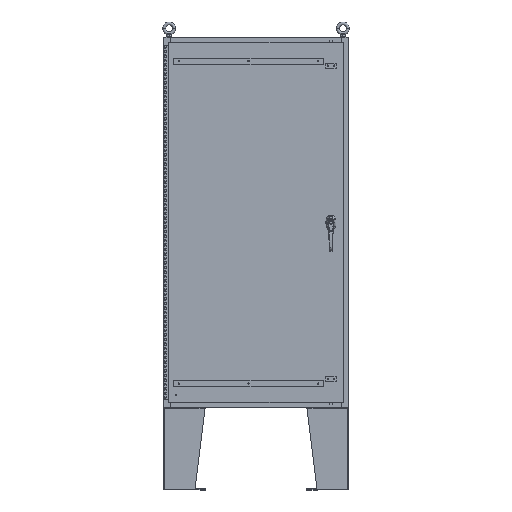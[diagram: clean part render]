
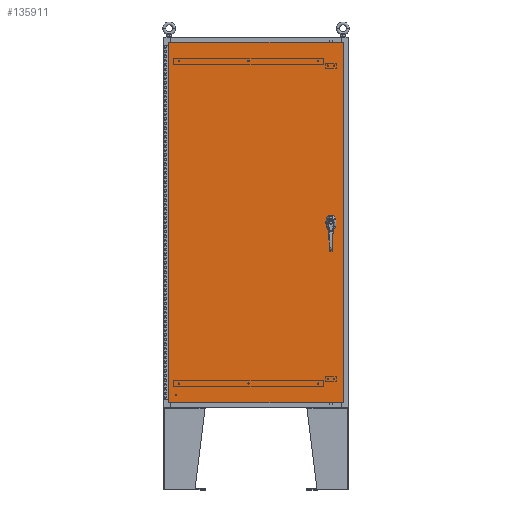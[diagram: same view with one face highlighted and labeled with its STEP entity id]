
A CAD part, top view. The second image highlights one B-rep face of the part: STEP entity #135911.
In plain terms, the highlighted planar face has unit normal (0, 0, 1).
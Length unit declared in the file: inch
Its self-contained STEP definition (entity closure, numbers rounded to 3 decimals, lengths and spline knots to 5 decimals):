
#931 = DIRECTION ( 'NONE',  ( 1., 0., 0. ) ) ;
#2716 = AXIS2_PLACEMENT_3D ( 'NONE', #144592, #72680, #931 ) ;
#2717 = EDGE_LOOP ( 'NONE', ( #10706, #98079, #7654, #100057, #50364, #14052, #47154, #30870 ) ) ;
#2942 = CARTESIAN_POINT ( 'NONE',  ( 14.981, -0.20023, 0. ) ) ;
#4172 = CARTESIAN_POINT ( 'NONE',  ( 14.175, -0.20023, 0. ) ) ;
#4898 = CARTESIAN_POINT ( 'NONE',  ( 14.578, -1.338, 0. ) ) ;
#5697 = EDGE_CURVE ( 'NONE', #151624, #107171, #142075, .T. ) ;
#7654 = ORIENTED_EDGE ( 'NONE', *, *, #141101, .F. ) ;
#7870 = CARTESIAN_POINT ( 'NONE',  ( 14.4065, -1.338, 0. ) ) ;
#7933 = LINE ( 'NONE', #110180, #99825 ) ;
#8834 = DIRECTION ( 'NONE',  ( 0., 0., 1. ) ) ;
#9783 = VERTEX_POINT ( 'NONE', #2942 ) ;
#10706 = ORIENTED_EDGE ( 'NONE', *, *, #118643, .T. ) ;
#10832 = AXIS2_PLACEMENT_3D ( 'NONE', #10905, #94761, #22912 ) ;
#10905 = CARTESIAN_POINT ( 'NONE',  ( 14.578, 0., 0. ) ) ;
#10990 = CARTESIAN_POINT ( 'NONE',  ( 14.7495, -1.338, 0. ) ) ;
#11285 = DIRECTION ( 'NONE',  ( 0., 0., -1. ) ) ;
#14052 = ORIENTED_EDGE ( 'NONE', *, *, #17951, .F. ) ;
#15310 = VECTOR ( 'NONE', #103184, 39.37008 ) ;
#16979 = CARTESIAN_POINT ( 'NONE',  ( 16.9903, -35.0063, 0. ) ) ;
#17827 = CARTESIAN_POINT ( 'NONE',  ( 14.981, 0., 0. ) ) ;
#17951 = EDGE_CURVE ( 'NONE', #105896, #28512, #144923, .T. ) ;
#19220 = CARTESIAN_POINT ( 'NONE',  ( 0., 0.403, 0. ) ) ;
#19808 = CARTESIAN_POINT ( 'NONE',  ( 0., -0.403, 0. ) ) ;
#20541 = VERTEX_POINT ( 'NONE', #26368 ) ;
#21052 = CIRCLE ( 'NONE', #149995, 0.45 ) ;
#21323 = CARTESIAN_POINT ( 'NONE',  ( -16.9903, 35.0063, 0. ) ) ;
#21592 = CARTESIAN_POINT ( 'NONE',  ( 14.175, 0.20023, 0. ) ) ;
#21811 = FACE_OUTER_BOUND ( 'NONE', #24014, .T. ) ;
#22487 = AXIS2_PLACEMENT_3D ( 'NONE', #39184, #123190, #51325 ) ;
#22779 = LINE ( 'NONE', #79073, #15310 ) ;
#22786 = EDGE_CURVE ( 'NONE', #115971, #105896, #132616, .T. ) ;
#22912 = DIRECTION ( 'NONE',  ( 1., 0., 0. ) ) ;
#23220 = CARTESIAN_POINT ( 'NONE',  ( 14.578, -1.338, 0. ) ) ;
#24014 = EDGE_LOOP ( 'NONE', ( #127996, #83438, #141433, #97937 ) ) ;
#25411 = EDGE_CURVE ( 'NONE', #64951, #25458, #49535, .T. ) ;
#25458 = VERTEX_POINT ( 'NONE', #57481 ) ;
#26368 = CARTESIAN_POINT ( 'NONE',  ( 14.77823, -0.403, 0. ) ) ;
#28357 = VERTEX_POINT ( 'NONE', #147024 ) ;
#28512 = VERTEX_POINT ( 'NONE', #21592 ) ;
#28741 = CARTESIAN_POINT ( 'NONE',  ( 14.578, 0., 0. ) ) ;
#30870 = ORIENTED_EDGE ( 'NONE', *, *, #126265, .F. ) ;
#32084 = DIRECTION ( 'NONE',  ( 1., 0., 0. ) ) ;
#35148 = DIRECTION ( 'NONE',  ( 1., 0., 0. ) ) ;
#39184 = CARTESIAN_POINT ( 'NONE',  ( 14.578, 0., 0. ) ) ;
#40778 = DIRECTION ( 'NONE',  ( 1., 0., 0. ) ) ;
#44342 = VECTOR ( 'NONE', #32084, 39.37008 ) ;
#44359 = VECTOR ( 'NONE', #103108, 39.37008 ) ;
#45289 = VECTOR ( 'NONE', #113823, 39.37008 ) ;
#47154 = ORIENTED_EDGE ( 'NONE', *, *, #22786, .F. ) ;
#47861 = VERTEX_POINT ( 'NONE', #79367 ) ;
#49072 = LINE ( 'NONE', #17827, #45289 ) ;
#49535 = LINE ( 'NONE', #21323, #70172 ) ;
#50364 = ORIENTED_EDGE ( 'NONE', *, *, #118373, .F. ) ;
#51325 = DIRECTION ( 'NONE',  ( 1., 0., 0. ) ) ;
#57481 = CARTESIAN_POINT ( 'NONE',  ( -16.9903, -35.0063, 0. ) ) ;
#58462 = CARTESIAN_POINT ( 'NONE',  ( 16.9903, 35.0063, 0. ) ) ;
#61361 = EDGE_LOOP ( 'NONE', ( #128368, #135469 ) ) ;
#62439 = DIRECTION ( 'NONE',  ( 0., -1., 0. ) ) ;
#64951 = VERTEX_POINT ( 'NONE', #142681 ) ;
#67463 = CARTESIAN_POINT ( 'NONE',  ( 14.37777, 0.403, 0. ) ) ;
#70172 = VECTOR ( 'NONE', #129320, 39.37008 ) ;
#72620 = EDGE_CURVE ( 'NONE', #112529, #47861, #21052, .T. ) ;
#72680 = DIRECTION ( 'NONE',  ( 0., 0., 1. ) ) ;
#78707 = EDGE_CURVE ( 'NONE', #25458, #85625, #80090, .T. ) ;
#79073 = CARTESIAN_POINT ( 'NONE',  ( 16.9903, -35.0063, 0. ) ) ;
#79367 = CARTESIAN_POINT ( 'NONE',  ( 14.37777, -0.403, 0. ) ) ;
#80090 = LINE ( 'NONE', #116104, #44342 ) ;
#83100 = CARTESIAN_POINT ( 'NONE',  ( 0., 0., 0. ) ) ;
#83438 = ORIENTED_EDGE ( 'NONE', *, *, #104099, .T. ) ;
#85625 = VERTEX_POINT ( 'NONE', #16979 ) ;
#88071 = DIRECTION ( 'NONE',  ( 1., 0., 0. ) ) ;
#92312 = CIRCLE ( 'NONE', #22487, 0.45 ) ;
#94761 = DIRECTION ( 'NONE',  ( 0., 0., 1. ) ) ;
#95141 = DIRECTION ( 'NONE',  ( -1., 0., 0. ) ) ;
#96249 = CARTESIAN_POINT ( 'NONE',  ( 14.77823, 0.403, 0. ) ) ;
#97937 = ORIENTED_EDGE ( 'NONE', *, *, #25411, .T. ) ;
#98079 = ORIENTED_EDGE ( 'NONE', *, *, #147002, .F. ) ;
#99825 = VECTOR ( 'NONE', #62439, 39.37008 ) ;
#100057 = ORIENTED_EDGE ( 'NONE', *, *, #72620, .F. ) ;
#102628 = LINE ( 'NONE', #19808, #134550 ) ;
#103108 = DIRECTION ( 'NONE',  ( -1., 0., 0. ) ) ;
#103184 = DIRECTION ( 'NONE',  ( 0., 1., 0. ) ) ;
#103847 = DIRECTION ( 'NONE',  ( 1., 0., 0. ) ) ;
#104099 = EDGE_CURVE ( 'NONE', #85625, #107632, #22779, .T. ) ;
#105896 = VERTEX_POINT ( 'NONE', #67463 ) ;
#107096 = DIRECTION ( 'NONE',  ( 0., 0., 1. ) ) ;
#107171 = VERTEX_POINT ( 'NONE', #10990 ) ;
#107632 = VERTEX_POINT ( 'NONE', #141975 ) ;
#108266 = EDGE_CURVE ( 'NONE', #107171, #151624, #140195, .T. ) ;
#109653 = CIRCLE ( 'NONE', #10832, 0.45 ) ;
#110041 = FACE_BOUND ( 'NONE', #61361, .T. ) ;
#110180 = CARTESIAN_POINT ( 'NONE',  ( 14.175, 0., 0. ) ) ;
#112529 = VERTEX_POINT ( 'NONE', #4172 ) ;
#112732 = DIRECTION ( 'NONE',  ( 0., 0., 1. ) ) ;
#113382 = AXIS2_PLACEMENT_3D ( 'NONE', #23220, #107096, #35148 ) ;
#113823 = DIRECTION ( 'NONE',  ( 0., -1., 0. ) ) ;
#113845 = FACE_BOUND ( 'NONE', #2717, .T. ) ;
#115971 = VERTEX_POINT ( 'NONE', #96249 ) ;
#116104 = CARTESIAN_POINT ( 'NONE',  ( -16.9903, -35.0063, 0. ) ) ;
#118373 = EDGE_CURVE ( 'NONE', #28512, #112529, #7933, .T. ) ;
#118643 = EDGE_CURVE ( 'NONE', #28357, #9783, #49072, .T. ) ;
#118751 = PLANE ( 'NONE',  #131160 ) ;
#123190 = DIRECTION ( 'NONE',  ( 0., 0., 1. ) ) ;
#126265 = EDGE_CURVE ( 'NONE', #28357, #115971, #109653, .T. ) ;
#127996 = ORIENTED_EDGE ( 'NONE', *, *, #78707, .T. ) ;
#128368 = ORIENTED_EDGE ( 'NONE', *, *, #108266, .F. ) ;
#129320 = DIRECTION ( 'NONE',  ( 0., -1., 0. ) ) ;
#130806 = DIRECTION ( 'NONE',  ( -1., 0., 0. ) ) ;
#131160 = AXIS2_PLACEMENT_3D ( 'NONE', #83100, #11285, #95141 ) ;
#131216 = AXIS2_PLACEMENT_3D ( 'NONE', #4898, #8834, #103847 ) ;
#132616 = LINE ( 'NONE', #19220, #44359 ) ;
#134550 = VECTOR ( 'NONE', #88071, 39.37008 ) ;
#135469 = ORIENTED_EDGE ( 'NONE', *, *, #5697, .F. ) ;
#135911 = ADVANCED_FACE ( 'NONE', ( #110041, #21811, #113845 ), #118751, .F. ) ;
#137520 = EDGE_CURVE ( 'NONE', #107632, #64951, #154788, .T. ) ;
#140195 = CIRCLE ( 'NONE', #113382, 0.1715 ) ;
#141101 = EDGE_CURVE ( 'NONE', #47861, #20541, #102628, .T. ) ;
#141433 = ORIENTED_EDGE ( 'NONE', *, *, #137520, .T. ) ;
#141975 = CARTESIAN_POINT ( 'NONE',  ( 16.9903, 35.0063, 0. ) ) ;
#142075 = CIRCLE ( 'NONE', #131216, 0.1715 ) ;
#142681 = CARTESIAN_POINT ( 'NONE',  ( -16.9903, 35.0063, 0. ) ) ;
#144592 = CARTESIAN_POINT ( 'NONE',  ( 14.578, 0., 0. ) ) ;
#144923 = CIRCLE ( 'NONE', #2716, 0.45 ) ;
#147002 = EDGE_CURVE ( 'NONE', #20541, #9783, #92312, .T. ) ;
#147024 = CARTESIAN_POINT ( 'NONE',  ( 14.981, 0.20023, 0. ) ) ;
#149995 = AXIS2_PLACEMENT_3D ( 'NONE', #28741, #112732, #40778 ) ;
#151002 = VECTOR ( 'NONE', #130806, 39.37008 ) ;
#151624 = VERTEX_POINT ( 'NONE', #7870 ) ;
#154788 = LINE ( 'NONE', #58462, #151002 ) ;
